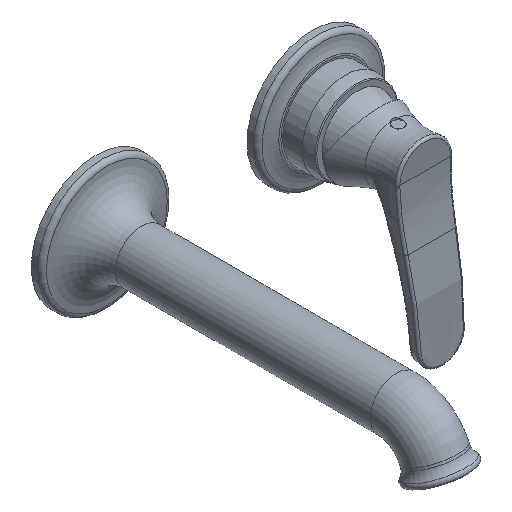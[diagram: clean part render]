
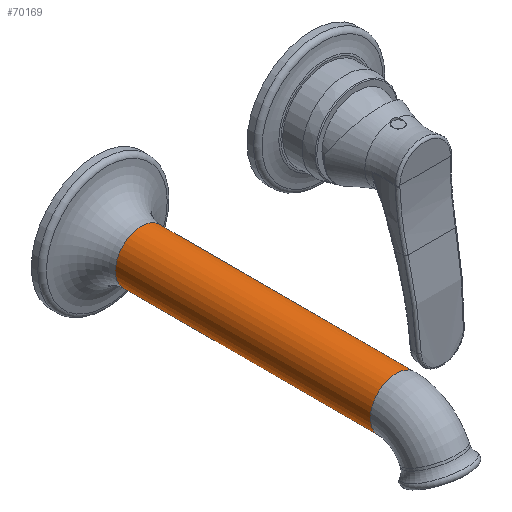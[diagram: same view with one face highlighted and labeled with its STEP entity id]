
A CAD part, isometric view. The second image highlights one B-rep face of the part: STEP entity #70169.
In plain terms, the highlighted cylindrical face has radius 12 mm (diameter 24 mm), a full revolution.
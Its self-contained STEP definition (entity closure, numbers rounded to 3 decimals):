
#5139=FACE_BOUND('',#11608,.T.);
#6175=CYLINDRICAL_SURFACE('',#73816,12.);
#6237=CIRCLE('',#73770,12.);
#6238=CIRCLE('',#73771,12.);
#6239=CIRCLE('',#73772,12.);
#6254=CIRCLE('',#73793,12.);
#6255=CIRCLE('',#73794,12.);
#6259=CIRCLE('',#73798,12.);
#8020=FACE_OUTER_BOUND('',#11607,.T.);
#11607=EDGE_LOOP('',(#47980,#47981,#47982,#47983,#47984,#47985,#47986,#47987));
#11608=EDGE_LOOP('',(#47988,#47989));
#16204=LINE('',#95819,#21677);
#21677=VECTOR('',#79206,12.);
#27143=B_SPLINE_CURVE_WITH_KNOTS('',3,(#95683,#95684,#95685,#95686,#95687,
#95688,#95689,#95690,#95691,#95692,#95693,#95694,#95695,#95696,#95697,#95698,
#95699,#95700,#95701,#95702,#95703,#95704),.UNSPECIFIED.,.F.,.F.,(4,2,2,
2,2,2,2,2,2,2,4),(-0.801,-0.745,-0.689,
-0.589,-0.493,-0.401,-0.308,
-0.213,-0.114,-0.057,0.),
 .UNSPECIFIED.);
#27145=B_SPLINE_CURVE_WITH_KNOTS('',3,(#95820,#95821,#95822,#95823,#95824,
#95825,#95826,#95827,#95828,#95829,#95830,#95831,#95832,#95833,#95834,#95835,
#95836,#95837,#95838,#95839,#95840,#95841),.UNSPECIFIED.,.F.,.F.,(4,2,2,
2,2,2,2,2,2,2,4),(-0.799,-0.742,-0.686,
-0.587,-0.492,-0.399,-0.307,
-0.212,-0.112,-0.056,0.),
 .UNSPECIFIED.);
#29418=VERTEX_POINT('',#95680);
#29419=VERTEX_POINT('',#95682);
#29421=VERTEX_POINT('',#95709);
#29422=VERTEX_POINT('',#95711);
#29423=VERTEX_POINT('',#95713);
#29438=VERTEX_POINT('',#95779);
#29439=VERTEX_POINT('',#95780);
#29440=VERTEX_POINT('',#95782);
#36788=EDGE_CURVE('',#29419,#29418,#27143,.T.);
#36792=EDGE_CURVE('',#29422,#29421,#6237,.T.);
#36793=EDGE_CURVE('',#29423,#29422,#6238,.T.);
#36794=EDGE_CURVE('',#29421,#29423,#6239,.T.);
#36815=EDGE_CURVE('',#29438,#29439,#6254,.T.);
#36816=EDGE_CURVE('',#29439,#29440,#6255,.T.);
#36820=EDGE_CURVE('',#29440,#29438,#6259,.T.);
#36835=EDGE_CURVE('',#29439,#29422,#16204,.T.);
#36836=EDGE_CURVE('',#29418,#29419,#27145,.T.);
#47980=ORIENTED_EDGE('',*,*,#36815,.F.);
#47981=ORIENTED_EDGE('',*,*,#36820,.F.);
#47982=ORIENTED_EDGE('',*,*,#36816,.F.);
#47983=ORIENTED_EDGE('',*,*,#36835,.T.);
#47984=ORIENTED_EDGE('',*,*,#36792,.T.);
#47985=ORIENTED_EDGE('',*,*,#36794,.T.);
#47986=ORIENTED_EDGE('',*,*,#36793,.T.);
#47987=ORIENTED_EDGE('',*,*,#36835,.F.);
#47988=ORIENTED_EDGE('',*,*,#36788,.T.);
#47989=ORIENTED_EDGE('',*,*,#36836,.T.);
#70169=ADVANCED_FACE('',(#8020,#5139),#6175,.T.);
#73770=AXIS2_PLACEMENT_3D('',#95712,#79106,#79107);
#73771=AXIS2_PLACEMENT_3D('',#95714,#79108,#79109);
#73772=AXIS2_PLACEMENT_3D('',#95715,#79110,#79111);
#73793=AXIS2_PLACEMENT_3D('',#95781,#79157,#79158);
#73794=AXIS2_PLACEMENT_3D('',#95783,#79159,#79160);
#73798=AXIS2_PLACEMENT_3D('',#95789,#79167,#79168);
#73816=AXIS2_PLACEMENT_3D('',#95818,#79204,#79205);
#79106=DIRECTION('center_axis',(0.,1.,0.));
#79107=DIRECTION('ref_axis',(-1.,0.,0.));
#79108=DIRECTION('center_axis',(0.,1.,0.));
#79109=DIRECTION('ref_axis',(-1.,0.,0.));
#79110=DIRECTION('center_axis',(0.,1.,0.));
#79111=DIRECTION('ref_axis',(-1.,0.,0.));
#79157=DIRECTION('center_axis',(0.,1.,0.));
#79158=DIRECTION('ref_axis',(-1.,0.,0.));
#79159=DIRECTION('center_axis',(0.,1.,0.));
#79160=DIRECTION('ref_axis',(-1.,0.,0.));
#79167=DIRECTION('center_axis',(0.,1.,0.));
#79168=DIRECTION('ref_axis',(-1.,0.,0.));
#79204=DIRECTION('center_axis',(0.,1.,0.));
#79205=DIRECTION('ref_axis',(-1.,0.,0.));
#79206=DIRECTION('',(0.,-1.,0.));
#95680=CARTESIAN_POINT('',(-260.,-46.015,32.5));
#95682=CARTESIAN_POINT('',(-260.,-50.985,32.5));
#95683=CARTESIAN_POINT('Ctrl Pts',(-260.,-50.985,32.5));
#95684=CARTESIAN_POINT('Ctrl Pts',(-259.814,-50.985,
32.5));
#95685=CARTESIAN_POINT('Ctrl Pts',(-259.629,-50.966,
32.504));
#95686=CARTESIAN_POINT('Ctrl Pts',(-259.265,-50.889,
32.521));
#95687=CARTESIAN_POINT('Ctrl Pts',(-259.088,-50.831,
32.534));
#95688=CARTESIAN_POINT('Ctrl Pts',(-258.613,-50.619,32.576));
#95689=CARTESIAN_POINT('Ctrl Pts',(-258.337,-50.426,
32.613));
#95690=CARTESIAN_POINT('Ctrl Pts',(-257.889,-49.957,32.685));
#95691=CARTESIAN_POINT('Ctrl Pts',(-257.716,-49.69,
32.719));
#95692=CARTESIAN_POINT('Ctrl Pts',(-257.484,-49.112,
32.766));
#95693=CARTESIAN_POINT('Ctrl Pts',(-257.425,-48.809,
32.78));
#95694=CARTESIAN_POINT('Ctrl Pts',(-257.425,-48.194,
32.78));
#95695=CARTESIAN_POINT('Ctrl Pts',(-257.483,-47.891,32.766));
#95696=CARTESIAN_POINT('Ctrl Pts',(-257.714,-47.314,32.719));
#95697=CARTESIAN_POINT('Ctrl Pts',(-257.887,-47.047,
32.686));
#95698=CARTESIAN_POINT('Ctrl Pts',(-258.329,-46.581,
32.615));
#95699=CARTESIAN_POINT('Ctrl Pts',(-258.6,-46.389,
32.578));
#95700=CARTESIAN_POINT('Ctrl Pts',(-259.072,-46.174,32.535));
#95701=CARTESIAN_POINT('Ctrl Pts',(-259.251,-46.115,
32.522));
#95702=CARTESIAN_POINT('Ctrl Pts',(-259.62,-46.035,
32.505));
#95703=CARTESIAN_POINT('Ctrl Pts',(-259.81,-46.015,
32.5));
#95704=CARTESIAN_POINT('Ctrl Pts',(-260.,-46.015,
32.5));
#95709=CARTESIAN_POINT('',(-260.,-162.684,32.5));
#95711=CARTESIAN_POINT('',(-248.,-162.684,44.5));
#95712=CARTESIAN_POINT('Origin',(-260.,-162.684,44.5));
#95713=CARTESIAN_POINT('',(-272.,-162.684,44.5));
#95714=CARTESIAN_POINT('Origin',(-260.,-162.684,44.5));
#95715=CARTESIAN_POINT('Origin',(-260.,-162.684,44.5));
#95779=CARTESIAN_POINT('',(-272.,-44.5,44.5));
#95780=CARTESIAN_POINT('',(-248.,-44.5,44.5));
#95781=CARTESIAN_POINT('Origin',(-260.,-44.5,44.5));
#95782=CARTESIAN_POINT('',(-260.,-44.5,32.5));
#95783=CARTESIAN_POINT('Origin',(-260.,-44.5,44.5));
#95789=CARTESIAN_POINT('Origin',(-260.,-44.5,44.5));
#95818=CARTESIAN_POINT('Origin',(-260.,-162.684,44.5));
#95819=CARTESIAN_POINT('',(-248.,-162.684,44.5));
#95820=CARTESIAN_POINT('Ctrl Pts',(-260.,-46.015,
32.5));
#95821=CARTESIAN_POINT('Ctrl Pts',(-260.189,-46.015,32.5));
#95822=CARTESIAN_POINT('Ctrl Pts',(-260.377,-46.035,32.505));
#95823=CARTESIAN_POINT('Ctrl Pts',(-260.744,-46.114,
32.522));
#95824=CARTESIAN_POINT('Ctrl Pts',(-260.922,-46.172,
32.534));
#95825=CARTESIAN_POINT('Ctrl Pts',(-261.395,-46.386,
32.577));
#95826=CARTESIAN_POINT('Ctrl Pts',(-261.668,-46.579,
32.614));
#95827=CARTESIAN_POINT('Ctrl Pts',(-262.113,-47.047,
32.686));
#95828=CARTESIAN_POINT('Ctrl Pts',(-262.286,-47.314,32.719));
#95829=CARTESIAN_POINT('Ctrl Pts',(-262.516,-47.891,
32.766));
#95830=CARTESIAN_POINT('Ctrl Pts',(-262.575,-48.194,
32.78));
#95831=CARTESIAN_POINT('Ctrl Pts',(-262.575,-48.808,
32.78));
#95832=CARTESIAN_POINT('Ctrl Pts',(-262.516,-49.111,
32.766));
#95833=CARTESIAN_POINT('Ctrl Pts',(-262.285,-49.689,
32.719));
#95834=CARTESIAN_POINT('Ctrl Pts',(-262.111,-49.956,
32.685));
#95835=CARTESIAN_POINT('Ctrl Pts',(-261.663,-50.425,
32.614));
#95836=CARTESIAN_POINT('Ctrl Pts',(-261.388,-50.619,
32.577));
#95837=CARTESIAN_POINT('Ctrl Pts',(-260.913,-50.831,32.534));
#95838=CARTESIAN_POINT('Ctrl Pts',(-260.736,-50.888,
32.521));
#95839=CARTESIAN_POINT('Ctrl Pts',(-260.372,-50.966,
32.504));
#95840=CARTESIAN_POINT('Ctrl Pts',(-260.186,-50.985,
32.5));
#95841=CARTESIAN_POINT('Ctrl Pts',(-260.,-50.985,32.5));
